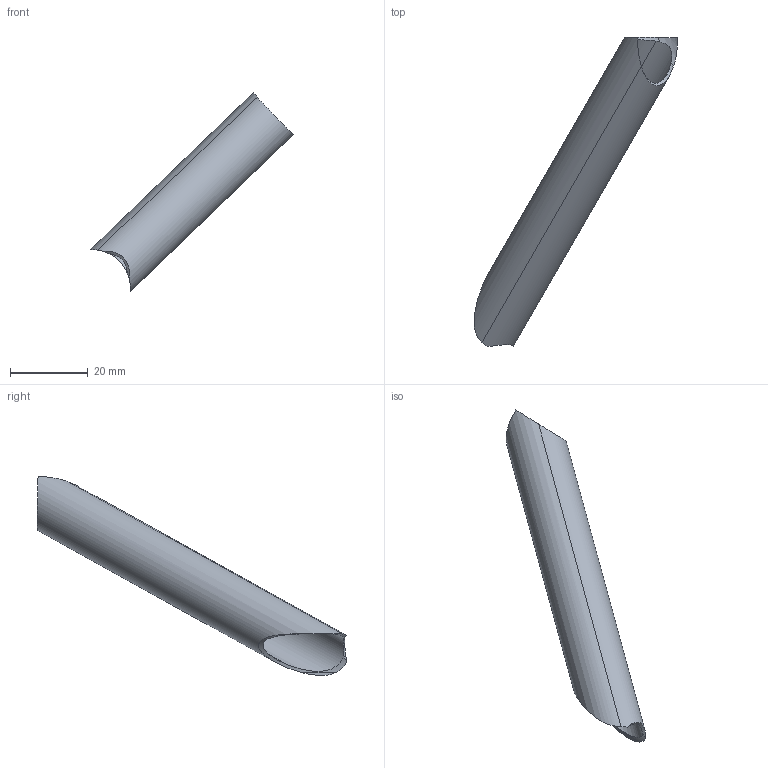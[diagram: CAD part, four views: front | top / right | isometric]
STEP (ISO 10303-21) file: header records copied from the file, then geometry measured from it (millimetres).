
FILE_DESCRIPTION(('STEP AP214'),'1');
FILE_NAME('128.stp','2019-12-02T12:45:46',(' '),(' '),'Spatial InterOp 3D',' ',' ');
FILE_SCHEMA(('AUTOMOTIVE_DESIGN { 1 0 10303 214 1 1 1 1 }'));
Length unit declared in the file: metre
Products named in the file (1): PartBody/Trim.2
Bounding box: 52.59 x 79.83 x 51.36 mm (x, y, z)
Volume: 2849.6 mm3; surface area: 7727.6 mm2
Topology: 1 solids, 1 shells, 9 faces, 29 edges, 20 vertices
Faces by surface type: cylinder 9
Entity records: 1508 total; most frequent: CARTESIAN_POINT 1077, ORIENTED_EDGE 58, STYLED_ITEM 32, PRESENTATION_STYLE_ASSIGNMENT 32, COLOUR_RGB 32, EDGE_CURVE 29, DIRECTION 29, CURVE_STYLE 22
